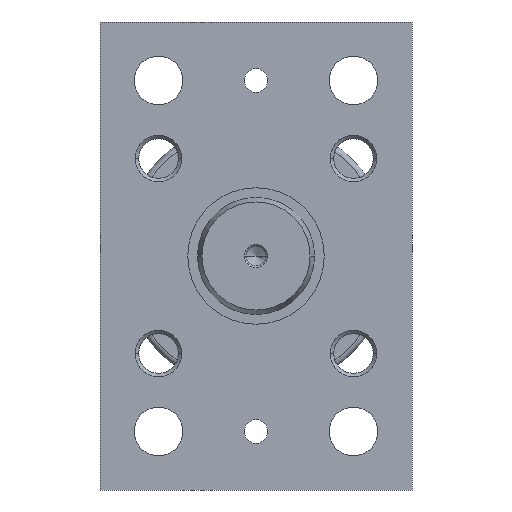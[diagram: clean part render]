
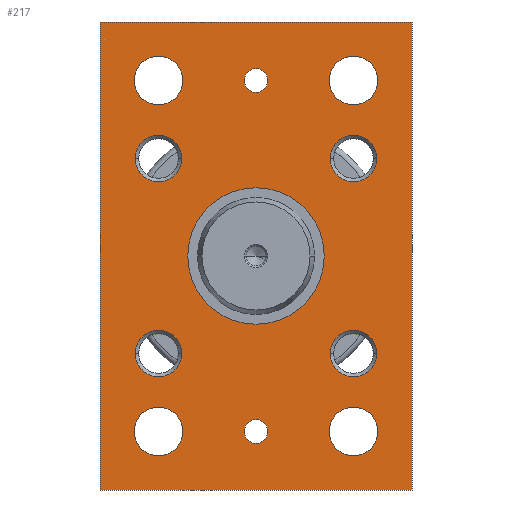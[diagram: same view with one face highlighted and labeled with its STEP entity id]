
A CAD part, left-side view. The second image highlights one B-rep face of the part: STEP entity #217.
In plain terms, the highlighted planar face has unit normal (-1, 0, 0).
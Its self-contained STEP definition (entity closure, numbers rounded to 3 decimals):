
#217=ADVANCED_FACE('',(#463,#464,#465,#466,#467,#468,#469,#470,#471,#472,#473,#474),#475,.F.);
#463=FACE_BOUND('',#729,.T.);
#464=FACE_BOUND('',#730,.T.);
#465=FACE_BOUND('',#731,.T.);
#466=FACE_BOUND('',#732,.T.);
#467=FACE_BOUND('',#733,.T.);
#468=FACE_BOUND('',#734,.T.);
#469=FACE_BOUND('',#735,.T.);
#470=FACE_BOUND('',#736,.T.);
#471=FACE_BOUND('',#737,.T.);
#472=FACE_BOUND('',#738,.T.);
#473=FACE_BOUND('',#739,.T.);
#474=FACE_OUTER_BOUND('',#740,.T.);
#475=PLANE('',#741);
#729=EDGE_LOOP('',(#1292,#1293));
#730=EDGE_LOOP('',(#1294,#1295));
#731=EDGE_LOOP('',(#1296,#1297));
#732=EDGE_LOOP('',(#1298,#1299));
#733=EDGE_LOOP('',(#1300,#1301));
#734=EDGE_LOOP('',(#1302,#1303));
#735=EDGE_LOOP('',(#1304,#1305));
#736=EDGE_LOOP('',(#1306,#1307));
#737=EDGE_LOOP('',(#1308,#1309));
#738=EDGE_LOOP('',(#1310,#1311));
#739=EDGE_LOOP('',(#1312,#1313));
#740=EDGE_LOOP('',(#1314,#1315,#1316,#1317));
#741=AXIS2_PLACEMENT_3D('',#1318,#1319,#1320);
#1292=ORIENTED_EDGE('',*,*,#1694,.T.);
#1293=ORIENTED_EDGE('',*,*,#1695,.T.);
#1294=ORIENTED_EDGE('',*,*,#1502,.T.);
#1295=ORIENTED_EDGE('',*,*,#1692,.T.);
#1296=ORIENTED_EDGE('',*,*,#1479,.T.);
#1297=ORIENTED_EDGE('',*,*,#1642,.T.);
#1298=ORIENTED_EDGE('',*,*,#1696,.T.);
#1299=ORIENTED_EDGE('',*,*,#1527,.T.);
#1300=ORIENTED_EDGE('',*,*,#1567,.T.);
#1301=ORIENTED_EDGE('',*,*,#1511,.T.);
#1302=ORIENTED_EDGE('',*,*,#1613,.T.);
#1303=ORIENTED_EDGE('',*,*,#1697,.T.);
#1304=ORIENTED_EDGE('',*,*,#1698,.T.);
#1305=ORIENTED_EDGE('',*,*,#1606,.T.);
#1306=ORIENTED_EDGE('',*,*,#1481,.T.);
#1307=ORIENTED_EDGE('',*,*,#1474,.T.);
#1308=ORIENTED_EDGE('',*,*,#1699,.T.);
#1309=ORIENTED_EDGE('',*,*,#1700,.T.);
#1310=ORIENTED_EDGE('',*,*,#1485,.T.);
#1311=ORIENTED_EDGE('',*,*,#1701,.T.);
#1312=ORIENTED_EDGE('',*,*,#1670,.T.);
#1313=ORIENTED_EDGE('',*,*,#1665,.T.);
#1314=ORIENTED_EDGE('',*,*,#1490,.T.);
#1315=ORIENTED_EDGE('',*,*,#1564,.T.);
#1316=ORIENTED_EDGE('',*,*,#1624,.T.);
#1317=ORIENTED_EDGE('',*,*,#1584,.T.);
#1318=CARTESIAN_POINT('',(-15.0,0.0,0.0));
#1319=DIRECTION('',(1.0,0.0,0.));
#1320=DIRECTION('',(0.,0.0,-1.0));
#1474=EDGE_CURVE('',#1732,#1736,#1738,.T.);
#1479=EDGE_CURVE('',#1741,#1745,#1747,.T.);
#1481=EDGE_CURVE('',#1736,#1732,#1749,.T.);
#1485=EDGE_CURVE('',#1755,#1753,#1756,.T.);
#1490=EDGE_CURVE('',#1764,#1762,#1765,.T.);
#1502=EDGE_CURVE('',#1778,#1782,#1784,.T.);
#1511=EDGE_CURVE('',#1793,#1797,#1799,.T.);
#1527=EDGE_CURVE('',#1828,#1826,#1829,.T.);
#1564=EDGE_CURVE('',#1762,#1889,#1891,.T.);
#1567=EDGE_CURVE('',#1797,#1793,#1894,.T.);
#1584=EDGE_CURVE('',#1916,#1764,#1917,.T.);
#1606=EDGE_CURVE('',#1945,#1949,#1951,.T.);
#1613=EDGE_CURVE('',#1960,#1958,#1961,.T.);
#1624=EDGE_CURVE('',#1889,#1916,#1975,.T.);
#1642=EDGE_CURVE('',#1745,#1741,#2001,.T.);
#1665=EDGE_CURVE('',#2026,#2030,#2032,.T.);
#1670=EDGE_CURVE('',#2030,#2026,#2037,.T.);
#1692=EDGE_CURVE('',#1782,#1778,#2060,.T.);
#1694=EDGE_CURVE('',#2062,#2063,#2064,.T.);
#1695=EDGE_CURVE('',#2063,#2062,#2065,.T.);
#1696=EDGE_CURVE('',#1826,#1828,#2066,.T.);
#1697=EDGE_CURVE('',#1958,#1960,#2067,.T.);
#1698=EDGE_CURVE('',#1949,#1945,#2068,.T.);
#1699=EDGE_CURVE('',#2069,#2070,#2071,.T.);
#1700=EDGE_CURVE('',#2070,#2069,#2072,.T.);
#1701=EDGE_CURVE('',#1753,#1755,#2073,.T.);
#1732=VERTEX_POINT('',#2104);
#1736=VERTEX_POINT('',#2109);
#1738=CIRCLE('',#2112,6.25);
#1741=VERTEX_POINT('',#2115);
#1745=VERTEX_POINT('',#2120);
#1747=CIRCLE('',#2123,6.0);
#1749=CIRCLE('',#2125,6.25);
#1753=VERTEX_POINT('',#2129);
#1755=VERTEX_POINT('',#2132);
#1756=CIRCLE('',#2133,6.25);
#1762=VERTEX_POINT('',#2140);
#1764=VERTEX_POINT('',#2143);
#1765=LINE('',#2144,#2145);
#1778=VERTEX_POINT('',#2162);
#1782=VERTEX_POINT('',#2167);
#1784=CIRCLE('',#2170,6.0);
#1793=VERTEX_POINT('',#2181);
#1797=VERTEX_POINT('',#2186);
#1799=CIRCLE('',#2189,3.0);
#1826=VERTEX_POINT('',#2216);
#1828=VERTEX_POINT('',#2219);
#1829=CIRCLE('',#2220,6.0);
#1889=VERTEX_POINT('',#2291);
#1891=LINE('',#2294,#2295);
#1894=CIRCLE('',#2299,3.0);
#1916=VERTEX_POINT('',#2327);
#1917=LINE('',#2328,#2329);
#1945=VERTEX_POINT('',#2363);
#1949=VERTEX_POINT('',#2368);
#1951=CIRCLE('',#2371,6.25);
#1958=VERTEX_POINT('',#2380);
#1960=VERTEX_POINT('',#2383);
#1961=CIRCLE('',#2384,3.0);
#1975=LINE('',#2399,#2400);
#2001=CIRCLE('',#2433,6.0);
#2026=VERTEX_POINT('',#2462);
#2030=VERTEX_POINT('',#2467);
#2032=CIRCLE('',#2470,17.5);
#2037=CIRCLE('',#2475,17.5);
#2060=CIRCLE('',#2500,6.0);
#2062=VERTEX_POINT('',#2502);
#2063=VERTEX_POINT('',#2503);
#2064=CIRCLE('',#2504,6.0);
#2065=CIRCLE('',#2505,6.0);
#2066=CIRCLE('',#2506,6.0);
#2067=CIRCLE('',#2507,3.0);
#2068=CIRCLE('',#2508,6.25);
#2069=VERTEX_POINT('',#2509);
#2070=VERTEX_POINT('',#2510);
#2071=CIRCLE('',#2511,6.25);
#2072=CIRCLE('',#2512,6.25);
#2073=CIRCLE('',#2513,6.25);
#2104=CARTESIAN_POINT('',(-15.0,-25.0,-51.25));
#2109=CARTESIAN_POINT('',(-15.0,-25.0,-38.75));
#2112=AXIS2_PLACEMENT_3D('',#2552,#2553,#2554);
#2115=CARTESIAN_POINT('',(-15.0,31.0,25.0));
#2120=CARTESIAN_POINT('',(-15.0,19.0,25.0));
#2123=AXIS2_PLACEMENT_3D('',#2560,#2561,#2562);
#2125=AXIS2_PLACEMENT_3D('',#2563,#2564,#2565);
#2129=CARTESIAN_POINT('',(-15.0,-25.0,38.75));
#2132=CARTESIAN_POINT('',(-15.0,-25.0,51.25));
#2133=AXIS2_PLACEMENT_3D('',#2570,#2571,#2572);
#2140=CARTESIAN_POINT('',(-15.0,-40.0,-60.0));
#2143=CARTESIAN_POINT('',(-15.0,40.0,-60.0));
#2144=CARTESIAN_POINT('',(-15.0,0.0,-60.0));
#2145=VECTOR('',#2578,1.0);
#2162=CARTESIAN_POINT('',(-15.0,-19.0,-25.0));
#2167=CARTESIAN_POINT('',(-15.0,-31.0,-25.0));
#2170=AXIS2_PLACEMENT_3D('',#2594,#2595,#2596);
#2181=CARTESIAN_POINT('',(-15.0,0.,-48.0));
#2186=CARTESIAN_POINT('',(-15.0,0.,-42.0));
#2189=AXIS2_PLACEMENT_3D('',#2607,#2608,#2609);
#2216=CARTESIAN_POINT('',(-15.0,-19.0,25.0));
#2219=CARTESIAN_POINT('',(-15.0,-31.0,25.0));
#2220=AXIS2_PLACEMENT_3D('',#2644,#2645,#2646);
#2291=CARTESIAN_POINT('',(-15.0,-40.0,60.0));
#2294=CARTESIAN_POINT('',(-15.0,-40.0,0.0));
#2295=VECTOR('',#2707,1.0);
#2299=AXIS2_PLACEMENT_3D('',#2709,#2710,#2711);
#2327=CARTESIAN_POINT('',(-15.0,40.0,60.0));
#2328=CARTESIAN_POINT('',(-15.0,40.0,0.0));
#2329=VECTOR('',#2733,1.0);
#2363=CARTESIAN_POINT('',(-15.0,25.0,-51.25));
#2368=CARTESIAN_POINT('',(-15.0,25.0,-38.75));
#2371=AXIS2_PLACEMENT_3D('',#2766,#2767,#2768);
#2380=CARTESIAN_POINT('',(-15.0,0.,42.0));
#2383=CARTESIAN_POINT('',(-15.0,0.,48.0));
#2384=AXIS2_PLACEMENT_3D('',#2775,#2776,#2777);
#2399=CARTESIAN_POINT('',(-15.0,0.0,60.0));
#2400=VECTOR('',#2797,1.0);
#2433=AXIS2_PLACEMENT_3D('',#2823,#2824,#2825);
#2462=CARTESIAN_POINT('',(-15.0,0.,-17.5));
#2467=CARTESIAN_POINT('',(-15.0,0.,17.5));
#2470=AXIS2_PLACEMENT_3D('',#2868,#2869,#2870);
#2475=AXIS2_PLACEMENT_3D('',#2877,#2878,#2879);
#2500=AXIS2_PLACEMENT_3D('',#2906,#2907,#2908);
#2502=CARTESIAN_POINT('',(-15.0,31.0,-25.0));
#2503=CARTESIAN_POINT('',(-15.0,19.0,-25.0));
#2504=AXIS2_PLACEMENT_3D('',#2909,#2910,#2911);
#2505=AXIS2_PLACEMENT_3D('',#2912,#2913,#2914);
#2506=AXIS2_PLACEMENT_3D('',#2915,#2916,#2917);
#2507=AXIS2_PLACEMENT_3D('',#2918,#2919,#2920);
#2508=AXIS2_PLACEMENT_3D('',#2921,#2922,#2923);
#2509=CARTESIAN_POINT('',(-15.0,25.0,51.25));
#2510=CARTESIAN_POINT('',(-15.0,25.0,38.75));
#2511=AXIS2_PLACEMENT_3D('',#2924,#2925,#2926);
#2512=AXIS2_PLACEMENT_3D('',#2927,#2928,#2929);
#2513=AXIS2_PLACEMENT_3D('',#2930,#2931,#2932);
#2552=CARTESIAN_POINT('',(-15.0,-25.0,-45.0));
#2553=DIRECTION('',(1.0,0.0,0.));
#2554=DIRECTION('',(0.,0.0,-1.0));
#2560=CARTESIAN_POINT('',(-15.0,25.0,25.0));
#2561=DIRECTION('',(1.0,-0.0,0.));
#2562=DIRECTION('',(0.0,1.0,0.0));
#2563=CARTESIAN_POINT('',(-15.0,-25.0,-45.0));
#2564=DIRECTION('',(1.0,0.0,0.));
#2565=DIRECTION('',(0.,0.0,-1.0));
#2570=CARTESIAN_POINT('',(-15.0,-25.0,45.0));
#2571=DIRECTION('',(1.0,0.0,0.));
#2572=DIRECTION('',(0.,0.0,-1.0));
#2578=DIRECTION('',(0.0,-1.0,0.0));
#2594=CARTESIAN_POINT('',(-15.0,-25.0,-25.0));
#2595=DIRECTION('',(1.0,-0.0,0.));
#2596=DIRECTION('',(0.0,1.0,0.0));
#2607=CARTESIAN_POINT('',(-15.0,0.0,-45.0));
#2608=DIRECTION('',(1.0,0.0,0.));
#2609=DIRECTION('',(0.,0.0,-1.0));
#2644=CARTESIAN_POINT('',(-15.0,-25.0,25.0));
#2645=DIRECTION('',(1.0,-0.0,0.));
#2646=DIRECTION('',(0.0,1.0,0.0));
#2707=DIRECTION('',(0.,0.0,1.0));
#2709=CARTESIAN_POINT('',(-15.0,0.0,-45.0));
#2710=DIRECTION('',(1.0,0.0,0.));
#2711=DIRECTION('',(0.,0.0,-1.0));
#2733=DIRECTION('',(0.,0.0,-1.0));
#2766=CARTESIAN_POINT('',(-15.0,25.0,-45.0));
#2767=DIRECTION('',(1.0,0.0,0.));
#2768=DIRECTION('',(0.,0.0,-1.0));
#2775=CARTESIAN_POINT('',(-15.0,0.0,45.0));
#2776=DIRECTION('',(1.0,0.0,0.));
#2777=DIRECTION('',(0.,0.0,-1.0));
#2797=DIRECTION('',(0.0,1.0,0.0));
#2823=CARTESIAN_POINT('',(-15.0,25.0,25.0));
#2824=DIRECTION('',(1.0,-0.0,0.));
#2825=DIRECTION('',(0.0,1.0,0.0));
#2868=CARTESIAN_POINT('',(-15.0,0.0,0.0));
#2869=DIRECTION('',(1.0,0.0,0.));
#2870=DIRECTION('',(0.,0.0,-1.0));
#2877=CARTESIAN_POINT('',(-15.0,0.0,0.0));
#2878=DIRECTION('',(1.0,0.0,0.));
#2879=DIRECTION('',(0.,0.0,-1.0));
#2906=CARTESIAN_POINT('',(-15.0,-25.0,-25.0));
#2907=DIRECTION('',(1.0,-0.0,0.));
#2908=DIRECTION('',(0.0,1.0,0.0));
#2909=CARTESIAN_POINT('',(-15.0,25.0,-25.0));
#2910=DIRECTION('',(1.0,-0.0,0.));
#2911=DIRECTION('',(0.0,1.0,0.0));
#2912=CARTESIAN_POINT('',(-15.0,25.0,-25.0));
#2913=DIRECTION('',(1.0,-0.0,0.));
#2914=DIRECTION('',(0.0,1.0,0.0));
#2915=CARTESIAN_POINT('',(-15.0,-25.0,25.0));
#2916=DIRECTION('',(1.0,-0.0,0.));
#2917=DIRECTION('',(0.0,1.0,0.0));
#2918=CARTESIAN_POINT('',(-15.0,0.0,45.0));
#2919=DIRECTION('',(1.0,0.0,0.));
#2920=DIRECTION('',(0.,0.0,-1.0));
#2921=CARTESIAN_POINT('',(-15.0,25.0,-45.0));
#2922=DIRECTION('',(1.0,0.0,0.));
#2923=DIRECTION('',(0.,0.0,-1.0));
#2924=CARTESIAN_POINT('',(-15.0,25.0,45.0));
#2925=DIRECTION('',(1.0,0.0,0.));
#2926=DIRECTION('',(0.,0.0,-1.0));
#2927=CARTESIAN_POINT('',(-15.0,25.0,45.0));
#2928=DIRECTION('',(1.0,0.0,0.));
#2929=DIRECTION('',(0.,0.0,-1.0));
#2930=CARTESIAN_POINT('',(-15.0,-25.0,45.0));
#2931=DIRECTION('',(1.0,0.0,0.));
#2932=DIRECTION('',(0.,0.0,-1.0));
